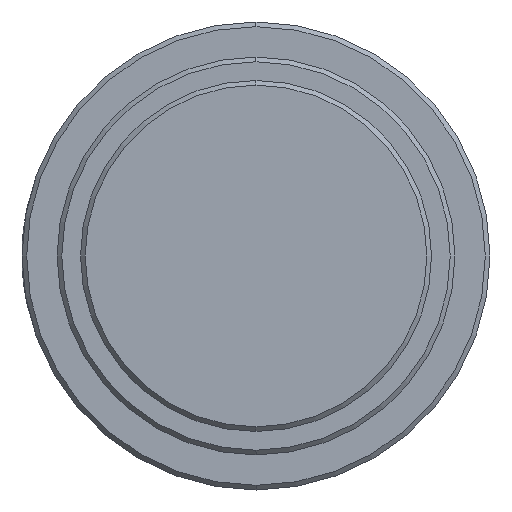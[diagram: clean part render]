
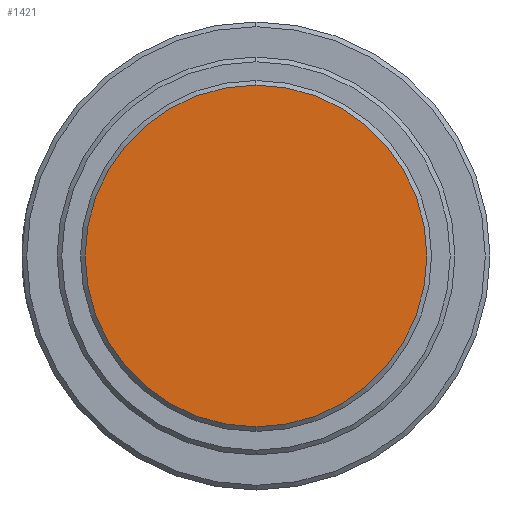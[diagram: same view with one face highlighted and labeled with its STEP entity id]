
A CAD part, left-side view. The second image highlights one B-rep face of the part: STEP entity #1421.
In plain terms, the highlighted planar face has unit normal (-1, 0, 0).
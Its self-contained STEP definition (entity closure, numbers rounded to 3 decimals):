
#186 = CARTESIAN_POINT ( 'NONE',  ( -21.3, 0., 17.5 ) ) ;
#195 = EDGE_LOOP ( 'NONE', ( #1106, #808 ) ) ;
#321 = EDGE_CURVE ( 'NONE', #1222, #1026, #409, .T. ) ;
#326 = FACE_OUTER_BOUND ( 'NONE', #195, .T. ) ;
#409 = CIRCLE ( 'NONE', #1236, 7.3 ) ;
#516 = PLANE ( 'NONE',  #1087 ) ;
#521 = DIRECTION ( 'NONE',  ( 0., 0., 1. ) ) ;
#648 = AXIS2_PLACEMENT_3D ( 'NONE', #1238, #882, #1205 ) ;
#725 = CARTESIAN_POINT ( 'NONE',  ( -21.3, 0., 2.9 ) ) ;
#808 = ORIENTED_EDGE ( 'NONE', *, *, #321, .T. ) ;
#882 = DIRECTION ( 'NONE',  ( -1., 0., 0. ) ) ;
#964 = DIRECTION ( 'NONE',  ( -1., 0., 0. ) ) ;
#973 = DIRECTION ( 'NONE',  ( 0., 0., 1. ) ) ;
#1005 = CARTESIAN_POINT ( 'NONE',  ( -21.3, 0., 10.2 ) ) ;
#1026 = VERTEX_POINT ( 'NONE', #725 ) ;
#1087 = AXIS2_PLACEMENT_3D ( 'NONE', #1005, #1308, #521 ) ;
#1106 = ORIENTED_EDGE ( 'NONE', *, *, #1376, .T. ) ;
#1203 = CARTESIAN_POINT ( 'NONE',  ( -21.3, 0., 10.2 ) ) ;
#1205 = DIRECTION ( 'NONE',  ( 0., 0., 1. ) ) ;
#1222 = VERTEX_POINT ( 'NONE', #186 ) ;
#1236 = AXIS2_PLACEMENT_3D ( 'NONE', #1203, #964, #973 ) ;
#1238 = CARTESIAN_POINT ( 'NONE',  ( -21.3, 0., 10.2 ) ) ;
#1257 = CIRCLE ( 'NONE', #648, 7.3 ) ;
#1308 = DIRECTION ( 'NONE',  ( -1., 0., 0. ) ) ;
#1376 = EDGE_CURVE ( 'NONE', #1026, #1222, #1257, .T. ) ;
#1421 = ADVANCED_FACE ( 'NONE', ( #326 ), #516, .T. ) ;
